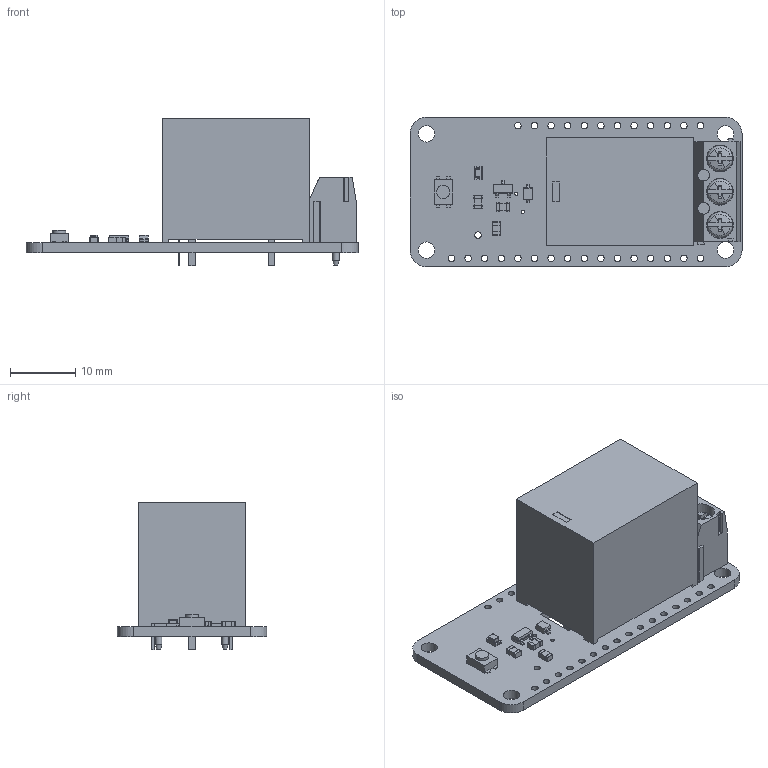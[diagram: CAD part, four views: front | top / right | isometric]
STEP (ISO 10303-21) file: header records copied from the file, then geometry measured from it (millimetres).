
FILE_DESCRIPTION(/* description */ (''),/* implementation_level */ '2;1');
FILE_NAME(/* name */ 'PCB Component.step',/* time_stamp */ '2024-07-09T17:15:56-04:00',/* author */ (''),/* organization */ (''),/* preprocessor_version */ 'ST-DEVELOPER v20',/* originating_system */ 'Autodesk Translation Framework v13.14.0.145',/* authorisation */ '');
FILE_SCHEMA (('AUTOMOTIVE_DESIGN { 1 0 10303 214 3 1 1 }'));
Length unit declared in the file: millimetre
Products named in the file (9): PCB Component; Board; RELAY_G5LE; MMBT2222; 1K; 1N4148; RED; KMR2; TERMBLOCK_1X3_5.08MM
Assembly tree (10 placements, depth 2):
  PCB Component
    Board
    RELAY_G5LE
    MMBT2222
    1K  x3
    1N4148
    RED
    KMR2
    TERMBLOCK_1X3_5.08MM
Bounding box: 50.8 x 22.86 x 22.5 mm (x, y, z)
Volume: 9276 mm3; surface area: 6608.2 mm2
Topology: 27 solids, 27 shells, 675 faces, 1653 edges, 997 vertices
Faces by surface type: plane 417, cylinder 176, sphere 52, cone 12, bspline 12, torus 6
Full cylindrical faces by diameter (mm): 0.5 x3, 1 x32, 1.3 x7, 1.8 x2, 2 x1, 2.5 x2, 2.54 x2, 4.1 x3
Entity records: 17420 total; most frequent: CARTESIAN_POINT 3456, DIRECTION 2753, ORIENTED_EDGE 2712, EDGE_CURVE 1356, LINE 969, VECTOR 969, AXIS2_PLACEMENT_3D 892, VERTEX_POINT 869
